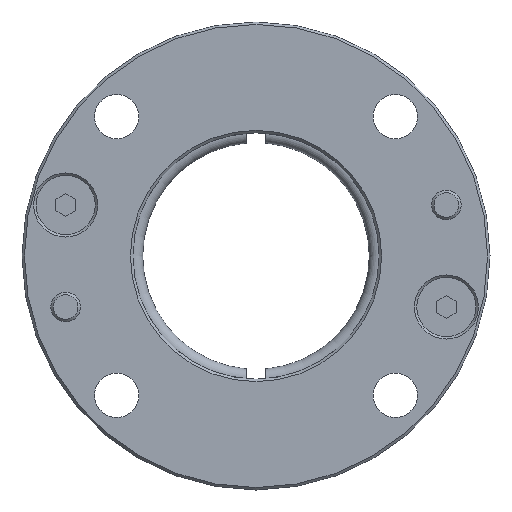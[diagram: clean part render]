
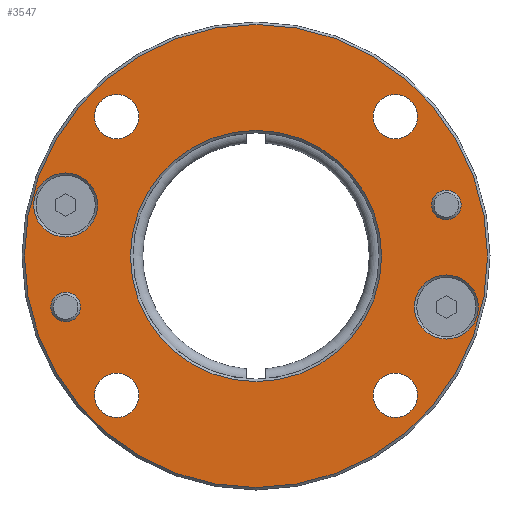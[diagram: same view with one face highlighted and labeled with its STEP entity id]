
A CAD part, front view. The second image highlights one B-rep face of the part: STEP entity #3547.
In plain terms, the highlighted face is planar.
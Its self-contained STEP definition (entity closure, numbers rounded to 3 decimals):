
#278=FACE_BOUND('',#603,.T.);
#279=FACE_BOUND('',#604,.T.);
#280=FACE_BOUND('',#605,.T.);
#281=FACE_BOUND('',#606,.T.);
#282=FACE_BOUND('',#607,.T.);
#283=FACE_BOUND('',#608,.T.);
#284=FACE_BOUND('',#609,.T.);
#285=FACE_BOUND('',#610,.T.);
#286=FACE_BOUND('',#611,.T.);
#314=PLANE('',#3789);
#410=FACE_OUTER_BOUND('',#602,.T.);
#602=EDGE_LOOP('',(#2345));
#603=EDGE_LOOP('',(#2346));
#604=EDGE_LOOP('',(#2347));
#605=EDGE_LOOP('',(#2348));
#606=EDGE_LOOP('',(#2349));
#607=EDGE_LOOP('',(#2350));
#608=EDGE_LOOP('',(#2351));
#609=EDGE_LOOP('',(#2352));
#610=EDGE_LOOP('',(#2353));
#611=EDGE_LOOP('',(#2354));
#1447=CIRCLE('',#3787,6.5);
#1449=CIRCLE('',#3790,47.);
#1450=CIRCLE('',#3791,6.5);
#1451=CIRCLE('',#3792,3.);
#1452=CIRCLE('',#3793,3.);
#1453=CIRCLE('',#3794,4.5);
#1454=CIRCLE('',#3795,4.5);
#1455=CIRCLE('',#3796,4.5);
#1456=CIRCLE('',#3797,4.5);
#1457=CIRCLE('',#3798,25.5);
#1497=VERTEX_POINT('',#4633);
#1499=VERTEX_POINT('',#4639);
#1500=VERTEX_POINT('',#4641);
#1501=VERTEX_POINT('',#4643);
#1502=VERTEX_POINT('',#4645);
#1503=VERTEX_POINT('',#4647);
#1504=VERTEX_POINT('',#4649);
#1505=VERTEX_POINT('',#4651);
#1506=VERTEX_POINT('',#4653);
#1507=VERTEX_POINT('',#4655);
#1834=EDGE_CURVE('',#1497,#1497,#1447,.T.);
#1837=EDGE_CURVE('',#1499,#1499,#1449,.T.);
#1838=EDGE_CURVE('',#1500,#1500,#1450,.T.);
#1839=EDGE_CURVE('',#1501,#1501,#1451,.T.);
#1840=EDGE_CURVE('',#1502,#1502,#1452,.T.);
#1841=EDGE_CURVE('',#1503,#1503,#1453,.T.);
#1842=EDGE_CURVE('',#1504,#1504,#1454,.T.);
#1843=EDGE_CURVE('',#1505,#1505,#1455,.T.);
#1844=EDGE_CURVE('',#1506,#1506,#1456,.T.);
#1845=EDGE_CURVE('',#1507,#1507,#1457,.T.);
#2345=ORIENTED_EDGE('',*,*,#1837,.F.);
#2346=ORIENTED_EDGE('',*,*,#1838,.F.);
#2347=ORIENTED_EDGE('',*,*,#1839,.T.);
#2348=ORIENTED_EDGE('',*,*,#1840,.T.);
#2349=ORIENTED_EDGE('',*,*,#1841,.T.);
#2350=ORIENTED_EDGE('',*,*,#1842,.T.);
#2351=ORIENTED_EDGE('',*,*,#1843,.T.);
#2352=ORIENTED_EDGE('',*,*,#1844,.T.);
#2353=ORIENTED_EDGE('',*,*,#1845,.F.);
#2354=ORIENTED_EDGE('',*,*,#1834,.F.);
#3547=ADVANCED_FACE('',(#410,#278,#279,#280,#281,#282,#283,#284,#285,#286),
#314,.T.);
#3787=AXIS2_PLACEMENT_3D('',#4634,#3969,#3970);
#3789=AXIS2_PLACEMENT_3D('',#4638,#3974,#3975);
#3790=AXIS2_PLACEMENT_3D('',#4640,#3976,#3977);
#3791=AXIS2_PLACEMENT_3D('',#4642,#3978,#3979);
#3792=AXIS2_PLACEMENT_3D('',#4644,#3980,#3981);
#3793=AXIS2_PLACEMENT_3D('',#4646,#3982,#3983);
#3794=AXIS2_PLACEMENT_3D('',#4648,#3984,#3985);
#3795=AXIS2_PLACEMENT_3D('',#4650,#3986,#3987);
#3796=AXIS2_PLACEMENT_3D('',#4652,#3988,#3989);
#3797=AXIS2_PLACEMENT_3D('',#4654,#3990,#3991);
#3798=AXIS2_PLACEMENT_3D('',#4656,#3992,#3993);
#3969=DIRECTION('center_axis',(0.,1.,0.));
#3970=DIRECTION('ref_axis',(1.,0.,0.));
#3974=DIRECTION('center_axis',(0.,1.,0.));
#3975=DIRECTION('ref_axis',(0.,0.,1.));
#3976=DIRECTION('center_axis',(0.,-1.,0.));
#3977=DIRECTION('ref_axis',(1.,0.,0.));
#3978=DIRECTION('center_axis',(0.,1.,0.));
#3979=DIRECTION('ref_axis',(1.,0.,0.));
#3980=DIRECTION('center_axis',(0.,-1.,0.));
#3981=DIRECTION('ref_axis',(1.,0.,0.));
#3982=DIRECTION('center_axis',(0.,-1.,0.));
#3983=DIRECTION('ref_axis',(1.,0.,0.));
#3984=DIRECTION('center_axis',(0.,-1.,0.));
#3985=DIRECTION('ref_axis',(-1.,0.,0.));
#3986=DIRECTION('center_axis',(0.,-1.,0.));
#3987=DIRECTION('ref_axis',(-1.,0.,0.));
#3988=DIRECTION('center_axis',(0.,-1.,0.));
#3989=DIRECTION('ref_axis',(-1.,0.,0.));
#3990=DIRECTION('center_axis',(0.,-1.,0.));
#3991=DIRECTION('ref_axis',(-1.,0.,0.));
#3992=DIRECTION('center_axis',(0.,1.,0.));
#3993=DIRECTION('ref_axis',(1.,0.,0.));
#4633=CARTESIAN_POINT('',(-45.137,9.,-10.353));
#4634=CARTESIAN_POINT('Origin',(-38.637,9.,-10.353));
#4638=CARTESIAN_POINT('Origin',(-36.25,9.,0.));
#4639=CARTESIAN_POINT('',(-47.,9.,0.));
#4640=CARTESIAN_POINT('Origin',(0.,9.,0.));
#4641=CARTESIAN_POINT('',(32.137,9.,10.353));
#4642=CARTESIAN_POINT('Origin',(38.637,9.,10.353));
#4643=CARTESIAN_POINT('',(35.637,9.,-10.353));
#4644=CARTESIAN_POINT('Origin',(38.637,9.,-10.353));
#4645=CARTESIAN_POINT('',(-41.637,9.,10.353));
#4646=CARTESIAN_POINT('Origin',(-38.637,9.,10.353));
#4647=CARTESIAN_POINT('',(-23.784,9.,-28.284));
#4648=CARTESIAN_POINT('Origin',(-28.284,9.,-28.284));
#4649=CARTESIAN_POINT('',(32.784,9.,-28.284));
#4650=CARTESIAN_POINT('Origin',(28.284,9.,-28.284));
#4651=CARTESIAN_POINT('',(-23.784,9.,28.284));
#4652=CARTESIAN_POINT('Origin',(-28.284,9.,28.284));
#4653=CARTESIAN_POINT('',(32.784,9.,28.284));
#4654=CARTESIAN_POINT('Origin',(28.284,9.,28.284));
#4655=CARTESIAN_POINT('',(-25.5,9.,0.));
#4656=CARTESIAN_POINT('Origin',(0.,9.,0.));
